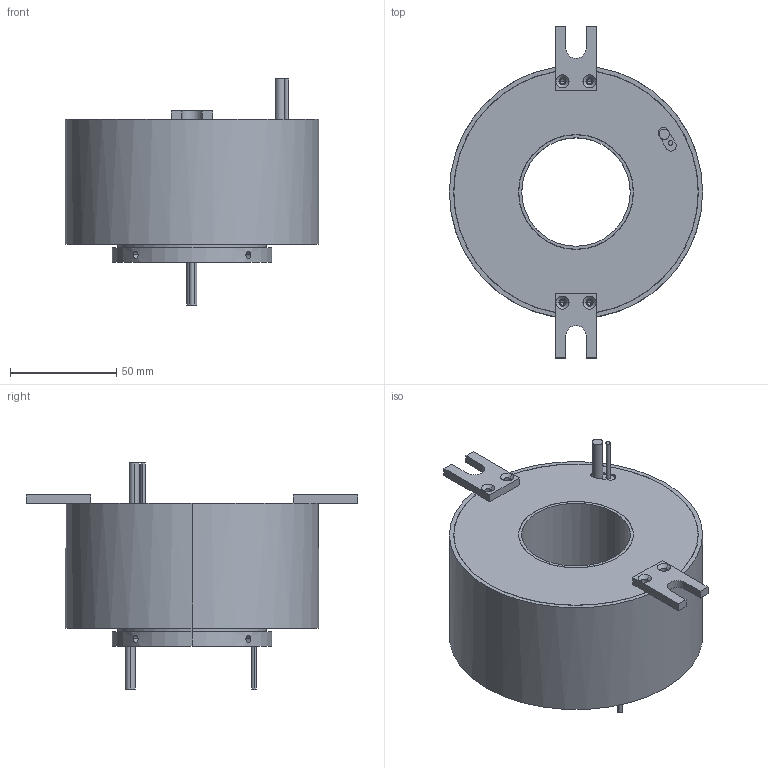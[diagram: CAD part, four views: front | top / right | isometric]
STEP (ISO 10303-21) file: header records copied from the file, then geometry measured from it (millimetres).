
FILE_DESCRIPTION (( 'STEP AP203' ), '1' );
FILE_NAME ('1.STEP', '2021-01-29T06:42:46', ( '微软用户' ), ( '微软中国' ), 'SwSTEP 2.0', 'SolidWorks 2014', '' );
FILE_SCHEMA (( 'CONFIG_CONTROL_DESIGN' ));
Length unit declared in the file: millimetre
Products named in the file (1): 1
Bounding box: 119 x 156 x 106.2 mm (x, y, z)
Volume: 554926.8 mm3; surface area: 63450.5 mm2
Topology: 1 solids, 1 shells, 124 faces, 296 edges, 184 vertices
Faces by surface type: cylinder 63, plane 45, cone 16
Entity records: 4039 total; most frequent: CARTESIAN_POINT 1013, DIRECTION 652, ORIENTED_EDGE 576, EDGE_CURVE 288, AXIS2_PLACEMENT_3D 255, VERTEX_POINT 184, EDGE_LOOP 156, VECTOR 142
